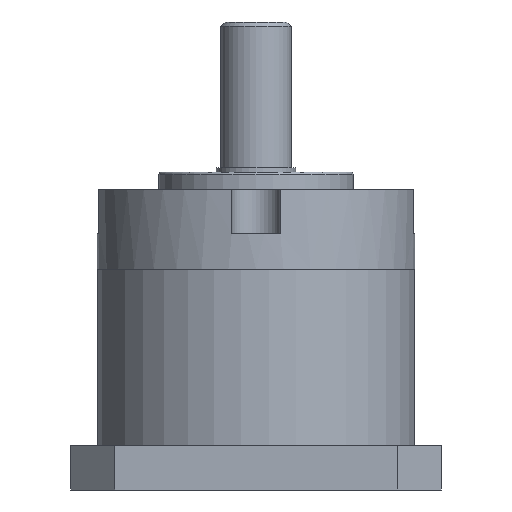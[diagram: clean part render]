
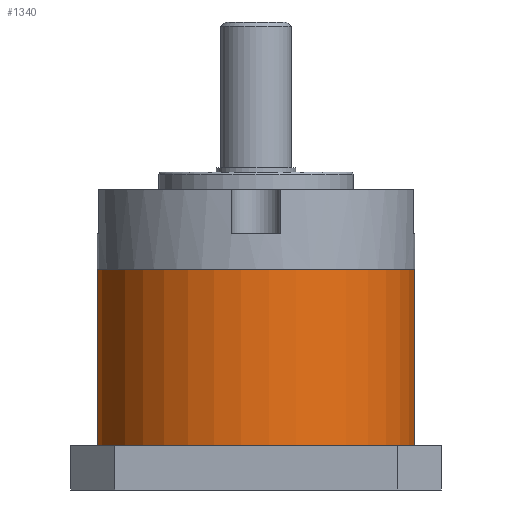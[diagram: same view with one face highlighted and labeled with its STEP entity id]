
A CAD part, front view. The second image highlights one B-rep face of the part: STEP entity #1340.
In plain terms, the highlighted cylindrical face has radius 18 mm (diameter 36 mm), a partial arc.
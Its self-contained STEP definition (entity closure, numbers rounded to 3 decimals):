
#130 = CIRCLE ( 'NONE', #13977, 18. ) ;
#578 = CARTESIAN_POINT ( 'NONE',  ( 18., 0., 20. ) ) ;
#1125 = EDGE_CURVE ( 'NONE', #5004, #2456, #14439, .T. ) ;
#1340 = ADVANCED_FACE ( 'NONE', ( #15640 ), #4649, .T. ) ;
#1729 = CARTESIAN_POINT ( 'NONE',  ( -18., 0., 0. ) ) ;
#1825 = ORIENTED_EDGE ( 'NONE', *, *, #5915, .F. ) ;
#1931 = VECTOR ( 'NONE', #14691, 1000. ) ;
#2056 = LINE ( 'NONE', #578, #1931 ) ;
#2456 = VERTEX_POINT ( 'NONE', #14786 ) ;
#2995 = DIRECTION ( 'NONE',  ( 0., 0., -1. ) ) ;
#3018 = CARTESIAN_POINT ( 'NONE',  ( 18., 0., 20. ) ) ;
#3134 = EDGE_LOOP ( 'NONE', ( #1825, #11203, #13378, #3719 ) ) ;
#3408 = DIRECTION ( 'NONE',  ( 1., 0., 0. ) ) ;
#3719 = ORIENTED_EDGE ( 'NONE', *, *, #1125, .T. ) ;
#4649 = CYLINDRICAL_SURFACE ( 'NONE', #16501, 18. ) ;
#4993 = VERTEX_POINT ( 'NONE', #3018 ) ;
#5004 = VERTEX_POINT ( 'NONE', #1729 ) ;
#5915 = EDGE_CURVE ( 'NONE', #4993, #2456, #2056, .T. ) ;
#5983 = DIRECTION ( 'NONE',  ( 0., 0., 1. ) ) ;
#7972 = LINE ( 'NONE', #16284, #13722 ) ;
#8264 = DIRECTION ( 'NONE',  ( 1., 0., 0. ) ) ;
#9223 = EDGE_CURVE ( 'NONE', #15096, #5004, #7972, .T. ) ;
#9837 = DIRECTION ( 'NONE',  ( 0., 0., 1. ) ) ;
#10410 = CARTESIAN_POINT ( 'NONE',  ( 0., 0., 0. ) ) ;
#10483 = DIRECTION ( 'NONE',  ( 0., 0., -1. ) ) ;
#11203 = ORIENTED_EDGE ( 'NONE', *, *, #13293, .F. ) ;
#11486 = CARTESIAN_POINT ( 'NONE',  ( 0., 0., 20. ) ) ;
#11575 = DIRECTION ( 'NONE',  ( -1., 0., 0. ) ) ;
#13293 = EDGE_CURVE ( 'NONE', #15096, #4993, #130, .T. ) ;
#13378 = ORIENTED_EDGE ( 'NONE', *, *, #9223, .T. ) ;
#13722 = VECTOR ( 'NONE', #10483, 1000. ) ;
#13977 = AXIS2_PLACEMENT_3D ( 'NONE', #18245, #9837, #8264 ) ;
#14439 = CIRCLE ( 'NONE', #17978, 18. ) ;
#14691 = DIRECTION ( 'NONE',  ( 0., 0., -1. ) ) ;
#14786 = CARTESIAN_POINT ( 'NONE',  ( 18., 0., 0. ) ) ;
#15096 = VERTEX_POINT ( 'NONE', #17412 ) ;
#15640 = FACE_OUTER_BOUND ( 'NONE', #3134, .T. ) ;
#16284 = CARTESIAN_POINT ( 'NONE',  ( -18., 0., 20. ) ) ;
#16501 = AXIS2_PLACEMENT_3D ( 'NONE', #11486, #2995, #11575 ) ;
#17412 = CARTESIAN_POINT ( 'NONE',  ( -18., 0., 20. ) ) ;
#17978 = AXIS2_PLACEMENT_3D ( 'NONE', #10410, #5983, #3408 ) ;
#18245 = CARTESIAN_POINT ( 'NONE',  ( 0., 0., 20. ) ) ;
